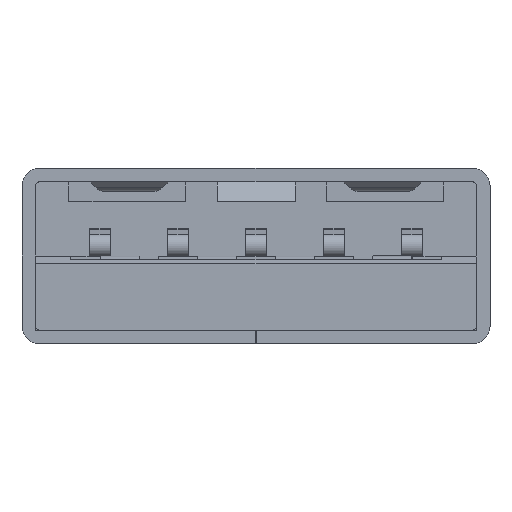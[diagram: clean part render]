
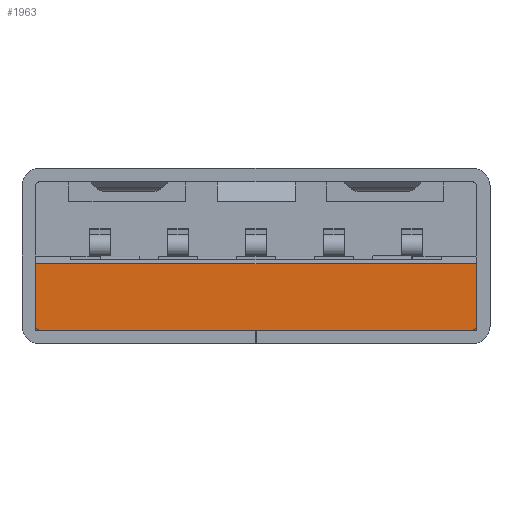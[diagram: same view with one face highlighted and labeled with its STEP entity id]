
A CAD part, front view. The second image highlights one B-rep face of the part: STEP entity #1963.
In plain terms, the highlighted planar face has unit normal (0, -1, 0).
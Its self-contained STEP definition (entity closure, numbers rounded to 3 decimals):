
#1963 = ADVANCED_FACE( '', ( #3947 ), #3948, .T. );
#3947 = FACE_OUTER_BOUND( '', #6013, .T. );
#3948 = PLANE( '', #6014 );
#6013 = EDGE_LOOP( '', ( #11575, #11576, #11577, #11578 ) );
#6014 = AXIS2_PLACEMENT_3D( '', #11579, #11580, #11581 );
#11575 = ORIENTED_EDGE( '', *, *, #15114, .F. );
#11576 = ORIENTED_EDGE( '', *, *, #13690, .F. );
#11577 = ORIENTED_EDGE( '', *, *, #14423, .T. );
#11578 = ORIENTED_EDGE( '', *, *, #15289, .T. );
#11579 = CARTESIAN_POINT( '', ( -5.65, -7.2, 0.85 ) );
#11580 = DIRECTION( '', ( 0., -1., 0. ) );
#11581 = DIRECTION( '', ( 0., 0., -1. ) );
#13690 = EDGE_CURVE( '', #16842, #16844, #16845, .T. );
#14423 = EDGE_CURVE( '', #16842, #17982, #17984, .T. );
#15114 = EDGE_CURVE( '', #16844, #18907, #18908, .T. );
#15289 = EDGE_CURVE( '', #17982, #18907, #19114, .T. );
#16842 = VERTEX_POINT( '', #21210 );
#16844 = VERTEX_POINT( '', #21213 );
#16845 = LINE( '', #21214, #21215 );
#17982 = VERTEX_POINT( '', #22856 );
#17984 = LINE( '', #22859, #22860 );
#18907 = VERTEX_POINT( '', #24215 );
#18908 = LINE( '', #24216, #24217 );
#19114 = LINE( '', #24509, #24510 );
#21210 = CARTESIAN_POINT( '', ( -5.65, -7.2, 0.85 ) );
#21213 = CARTESIAN_POINT( '', ( 5.65, -7.2, 0.85 ) );
#21214 = CARTESIAN_POINT( '', ( -5.65, -7.2, 0.85 ) );
#21215 = VECTOR( '', #25659, 1000. );
#22856 = CARTESIAN_POINT( '', ( -5.65, -7.2, -0.85 ) );
#22859 = CARTESIAN_POINT( '', ( -5.65, -7.2, 0.85 ) );
#22860 = VECTOR( '', #26369, 1000. );
#24215 = CARTESIAN_POINT( '', ( 5.65, -7.2, -0.85 ) );
#24216 = CARTESIAN_POINT( '', ( 5.65, -7.2, 0.85 ) );
#24217 = VECTOR( '', #26997, 1000. );
#24509 = CARTESIAN_POINT( '', ( -5.65, -7.2, -0.85 ) );
#24510 = VECTOR( '', #27153, 1000. );
#25659 = DIRECTION( '', ( 1., 0., 0. ) );
#26369 = DIRECTION( '', ( 0., 0., -1. ) );
#26997 = DIRECTION( '', ( 0., 0., -1. ) );
#27153 = DIRECTION( '', ( 1., 0., 0. ) );
